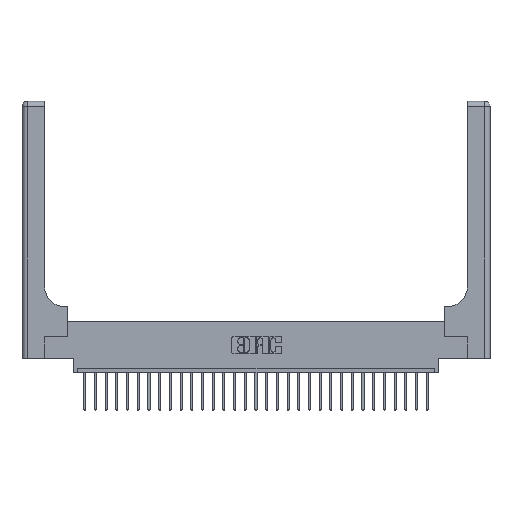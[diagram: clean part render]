
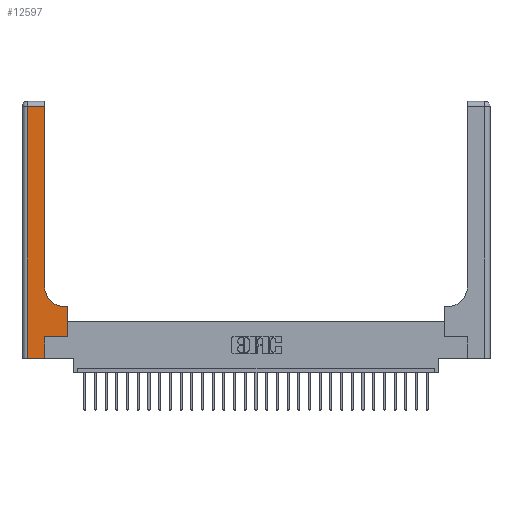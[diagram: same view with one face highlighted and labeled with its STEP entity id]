
A CAD part, top view. The second image highlights one B-rep face of the part: STEP entity #12597.
In plain terms, the highlighted planar face has unit normal (0, 0, 1).
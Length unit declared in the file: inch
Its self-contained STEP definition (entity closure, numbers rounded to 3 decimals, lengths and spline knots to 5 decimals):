
#194 = LINE ( 'NONE', #4232, #25691 ) ;
#374 = DIRECTION ( 'NONE',  ( 0., 1., 0. ) ) ;
#655 = LINE ( 'NONE', #4964, #8043 ) ;
#699 = CARTESIAN_POINT ( 'NONE',  ( 0.26, 0.6, 0.37 ) ) ;
#917 = VECTOR ( 'NONE', #19903, 39.37008 ) ;
#1202 = ORIENTED_EDGE ( 'NONE', *, *, #23953, .T. ) ;
#1358 = DIRECTION ( 'NONE',  ( 0., 1., 0. ) ) ;
#1368 = VECTOR ( 'NONE', #24010, 39.37008 ) ;
#1566 = EDGE_CURVE ( 'NONE', #20384, #7999, #9019, .T. ) ;
#1602 = EDGE_CURVE ( 'NONE', #19985, #8100, #23875, .T. ) ;
#1649 = ORIENTED_EDGE ( 'NONE', *, *, #22747, .T. ) ;
#2567 = CARTESIAN_POINT ( 'NONE',  ( 0.51, 0.6, 0.37 ) ) ;
#2778 = DIRECTION ( 'NONE',  ( 0., 0., -1. ) ) ;
#3151 = VERTEX_POINT ( 'NONE', #18999 ) ;
#3185 = VECTOR ( 'NONE', #5906, 39.37008 ) ;
#3245 = FACE_OUTER_BOUND ( 'NONE', #20484, .T. ) ;
#3927 = EDGE_CURVE ( 'NONE', #3151, #18165, #14912, .T. ) ;
#4232 = CARTESIAN_POINT ( 'NONE',  ( 0.06, 3., 0.37 ) ) ;
#4964 = CARTESIAN_POINT ( 'NONE',  ( 0.265, 0., 0.37 ) ) ;
#5167 = CARTESIAN_POINT ( 'NONE',  ( 0.06, 0., 0.37 ) ) ;
#5571 = VECTOR ( 'NONE', #1358, 39.37008 ) ;
#5906 = DIRECTION ( 'NONE',  ( -1., 0., 0. ) ) ;
#6074 = CARTESIAN_POINT ( 'NONE',  ( 0.528, 0.25, 0.37 ) ) ;
#6925 = AXIS2_PLACEMENT_3D ( 'NONE', #19979, #2778, #21787 ) ;
#7408 = PLANE ( 'NONE',  #8439 ) ;
#7737 = CARTESIAN_POINT ( 'NONE',  ( 0.265, 0.25, 0.37 ) ) ;
#7997 = VECTOR ( 'NONE', #13058, 39.37008 ) ;
#7999 = VERTEX_POINT ( 'NONE', #2567 ) ;
#8043 = VECTOR ( 'NONE', #374, 39.37008 ) ;
#8100 = VERTEX_POINT ( 'NONE', #17820 ) ;
#8439 = AXIS2_PLACEMENT_3D ( 'NONE', #11433, #9077, #18090 ) ;
#8494 = ORIENTED_EDGE ( 'NONE', *, *, #1566, .T. ) ;
#8525 = DIRECTION ( 'NONE',  ( 0., -1., 0. ) ) ;
#8885 = CARTESIAN_POINT ( 'NONE',  ( 0., 0., 0.37 ) ) ;
#9019 = LINE ( 'NONE', #699, #7997 ) ;
#9077 = DIRECTION ( 'NONE',  ( 0., 0., -1. ) ) ;
#10197 = DIRECTION ( 'NONE',  ( 0., 1., 0. ) ) ;
#10377 = VECTOR ( 'NONE', #10197, 39.37008 ) ;
#10798 = VERTEX_POINT ( 'NONE', #7737 ) ;
#11189 = EDGE_CURVE ( 'NONE', #18165, #19985, #194, .T. ) ;
#11433 = CARTESIAN_POINT ( 'NONE',  ( 0., 3., 0.37 ) ) ;
#11523 = ORIENTED_EDGE ( 'NONE', *, *, #3927, .T. ) ;
#12597 = ADVANCED_FACE ( 'NONE', ( #3245 ), #7408, .F. ) ;
#12646 = ORIENTED_EDGE ( 'NONE', *, *, #13834, .T. ) ;
#12664 = EDGE_CURVE ( 'NONE', #10798, #18991, #17956, .T. ) ;
#13058 = DIRECTION ( 'NONE',  ( -1., 0., 0. ) ) ;
#13273 = CARTESIAN_POINT ( 'NONE',  ( 0.26, 0.85, 0.37 ) ) ;
#13834 = EDGE_CURVE ( 'NONE', #8100, #10798, #655, .T. ) ;
#14912 = LINE ( 'NONE', #24913, #3185 ) ;
#16405 = ORIENTED_EDGE ( 'NONE', *, *, #11189, .T. ) ;
#16439 = LINE ( 'NONE', #24904, #10377 ) ;
#17758 = CARTESIAN_POINT ( 'NONE',  ( 0.528, 0.6, 0.37 ) ) ;
#17816 = CARTESIAN_POINT ( 'NONE',  ( 0.265, 0.25, 0.37 ) ) ;
#17820 = CARTESIAN_POINT ( 'NONE',  ( 0.265, 0., 0.37 ) ) ;
#17956 = LINE ( 'NONE', #17816, #917 ) ;
#18073 = ORIENTED_EDGE ( 'NONE', *, *, #1602, .T. ) ;
#18090 = DIRECTION ( 'NONE',  ( -1., 0., 0. ) ) ;
#18165 = VERTEX_POINT ( 'NONE', #21882 ) ;
#18289 = LINE ( 'NONE', #6074, #5571 ) ;
#18760 = ORIENTED_EDGE ( 'NONE', *, *, #12664, .T. ) ;
#18991 = VERTEX_POINT ( 'NONE', #20273 ) ;
#18999 = CARTESIAN_POINT ( 'NONE',  ( 0.26, 2.94, 0.37 ) ) ;
#19903 = DIRECTION ( 'NONE',  ( 1., 0., 0. ) ) ;
#19979 = CARTESIAN_POINT ( 'NONE',  ( 0.51, 0.85, 0.37 ) ) ;
#19985 = VERTEX_POINT ( 'NONE', #5167 ) ;
#20273 = CARTESIAN_POINT ( 'NONE',  ( 0.528, 0.25, 0.37 ) ) ;
#20384 = VERTEX_POINT ( 'NONE', #17758 ) ;
#20466 = EDGE_CURVE ( 'NONE', #7999, #24242, #26880, .T. ) ;
#20484 = EDGE_LOOP ( 'NONE', ( #1649, #11523, #16405, #18073, #12646, #18760, #1202, #8494, #25458 ) ) ;
#21787 = DIRECTION ( 'NONE',  ( 1., 0., 0. ) ) ;
#21882 = CARTESIAN_POINT ( 'NONE',  ( 0.06, 2.94, 0.37 ) ) ;
#22747 = EDGE_CURVE ( 'NONE', #24242, #3151, #16439, .T. ) ;
#23875 = LINE ( 'NONE', #8885, #1368 ) ;
#23953 = EDGE_CURVE ( 'NONE', #18991, #20384, #18289, .T. ) ;
#24010 = DIRECTION ( 'NONE',  ( 1., 0., 0. ) ) ;
#24242 = VERTEX_POINT ( 'NONE', #13273 ) ;
#24904 = CARTESIAN_POINT ( 'NONE',  ( 0.26, 3., 0.37 ) ) ;
#24913 = CARTESIAN_POINT ( 'NONE',  ( 0., 2.94, 0.37 ) ) ;
#25458 = ORIENTED_EDGE ( 'NONE', *, *, #20466, .T. ) ;
#25691 = VECTOR ( 'NONE', #8525, 39.37008 ) ;
#26880 = CIRCLE ( 'NONE', #6925, 0.25 ) ;
